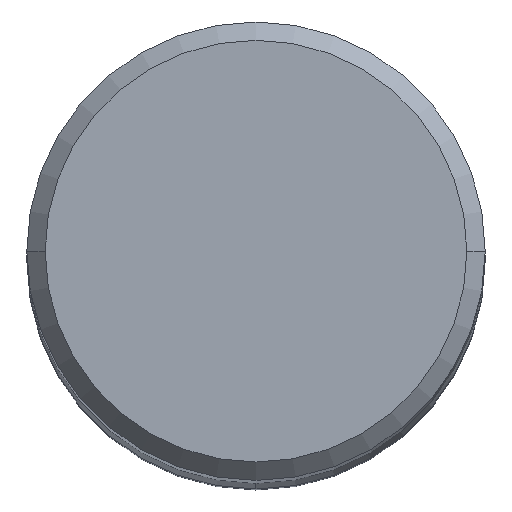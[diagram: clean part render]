
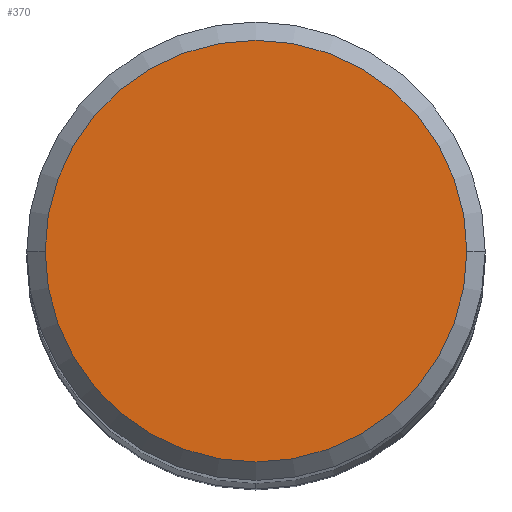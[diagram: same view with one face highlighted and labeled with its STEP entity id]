
A CAD part, top view. The second image highlights one B-rep face of the part: STEP entity #370.
In plain terms, the highlighted planar face has unit normal (0, 0, 1).
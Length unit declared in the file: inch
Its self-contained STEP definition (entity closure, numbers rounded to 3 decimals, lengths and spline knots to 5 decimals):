
#1 = CARTESIAN_POINT ( 'NONE',  ( 0., 0., 0. ) ) ;
#18 = DIRECTION ( 'NONE',  ( 0., 0., 1. ) ) ;
#26 = ORIENTED_EDGE ( 'NONE', *, *, #34, .T. ) ;
#34 = EDGE_CURVE ( 'NONE', #71, #145, #75, .T. ) ;
#36 = EDGE_LOOP ( 'NONE', ( #26, #102 ) ) ;
#42 = AXIS2_PLACEMENT_3D ( 'NONE', #339, #18, #496 ) ;
#71 = VERTEX_POINT ( 'NONE', #446 ) ;
#75 = CIRCLE ( 'NONE', #194, 0.23 ) ;
#97 = FACE_OUTER_BOUND ( 'NONE', #36, .T. ) ;
#102 = ORIENTED_EDGE ( 'NONE', *, *, #316, .T. ) ;
#145 = VERTEX_POINT ( 'NONE', #401 ) ;
#185 = PLANE ( 'NONE',  #274 ) ;
#194 = AXIS2_PLACEMENT_3D ( 'NONE', #1, #386, #425 ) ;
#225 = DIRECTION ( 'NONE',  ( 0., 0., -1. ) ) ;
#274 = AXIS2_PLACEMENT_3D ( 'NONE', #304, #225, #385 ) ;
#304 = CARTESIAN_POINT ( 'NONE',  ( 0., 0.23, 0. ) ) ;
#316 = EDGE_CURVE ( 'NONE', #145, #71, #405, .T. ) ;
#339 = CARTESIAN_POINT ( 'NONE',  ( 0., 0., 0. ) ) ;
#370 = ADVANCED_FACE ( 'NONE', ( #97 ), #185, .F. ) ;
#385 = DIRECTION ( 'NONE',  ( -1., 0., 0. ) ) ;
#386 = DIRECTION ( 'NONE',  ( 0., 0., 1. ) ) ;
#401 = CARTESIAN_POINT ( 'NONE',  ( 0.23, 0., 0. ) ) ;
#405 = CIRCLE ( 'NONE', #42, 0.23 ) ;
#425 = DIRECTION ( 'NONE',  ( 1., 0., 0. ) ) ;
#446 = CARTESIAN_POINT ( 'NONE',  ( -0.23, 0., 0. ) ) ;
#496 = DIRECTION ( 'NONE',  ( 1., 0., 0. ) ) ;
